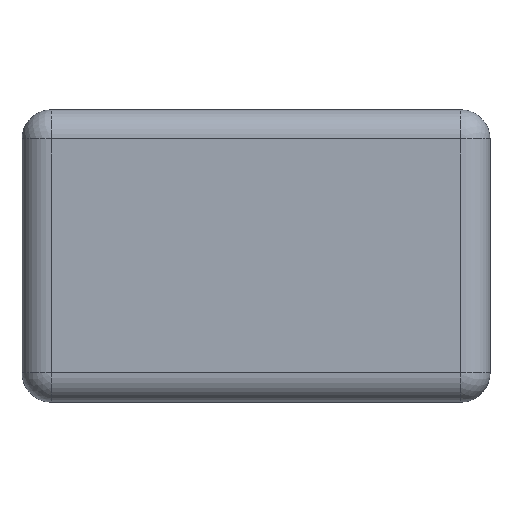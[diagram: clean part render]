
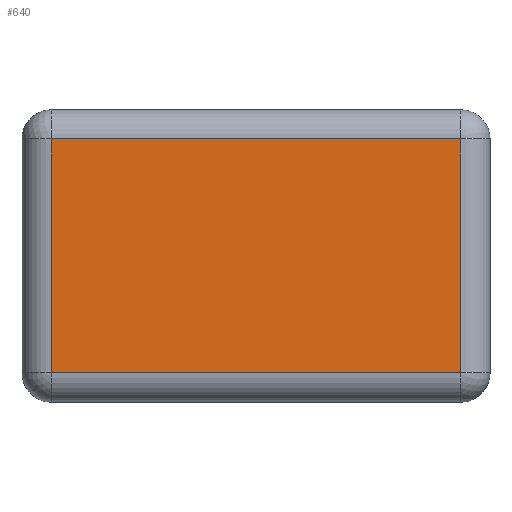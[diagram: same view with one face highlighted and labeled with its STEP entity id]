
A CAD part, top view. The second image highlights one B-rep face of the part: STEP entity #640.
In plain terms, the highlighted planar face has unit normal (0, 0, 1).
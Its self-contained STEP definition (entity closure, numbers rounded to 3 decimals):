
#40=PLANE('',#686);
#60=FACE_OUTER_BOUND('',#100,.T.);
#100=EDGE_LOOP('',(#453,#454,#455,#456));
#145=LINE('',#988,#197);
#146=LINE('',#990,#198);
#147=LINE('',#992,#199);
#148=LINE('',#993,#200);
#197=VECTOR('',#783,28.);
#198=VECTOR('',#784,16.);
#199=VECTOR('',#785,28.);
#200=VECTOR('',#786,16.);
#285=VERTEX_POINT('',#986);
#286=VERTEX_POINT('',#987);
#287=VERTEX_POINT('',#989);
#288=VERTEX_POINT('',#991);
#349=EDGE_CURVE('',#285,#286,#145,.T.);
#350=EDGE_CURVE('',#287,#285,#146,.T.);
#351=EDGE_CURVE('',#288,#287,#147,.T.);
#352=EDGE_CURVE('',#286,#288,#148,.T.);
#453=ORIENTED_EDGE('',*,*,#349,.F.);
#454=ORIENTED_EDGE('',*,*,#350,.F.);
#455=ORIENTED_EDGE('',*,*,#351,.F.);
#456=ORIENTED_EDGE('',*,*,#352,.F.);
#640=ADVANCED_FACE('',(#60),#40,.T.);
#686=AXIS2_PLACEMENT_3D('',#985,#781,#782);
#781=DIRECTION('center_axis',(0.,0.,1.));
#782=DIRECTION('ref_axis',(1.,0.,0.));
#783=DIRECTION('',(1.,0.,0.));
#784=DIRECTION('',(0.,1.,0.));
#785=DIRECTION('',(-1.,0.,0.));
#786=DIRECTION('',(0.,-1.,0.));
#985=CARTESIAN_POINT('Origin',(0.,0.,
3.));
#986=CARTESIAN_POINT('',(-14.,8.,3.));
#987=CARTESIAN_POINT('',(14.,8.,3.));
#988=CARTESIAN_POINT('',(8.,8.,3.));
#989=CARTESIAN_POINT('',(-14.,-8.,3.));
#990=CARTESIAN_POINT('',(-14.,5.,3.));
#991=CARTESIAN_POINT('',(14.,-8.,3.));
#992=CARTESIAN_POINT('',(-8.,-8.,3.));
#993=CARTESIAN_POINT('',(14.,-5.,3.));
